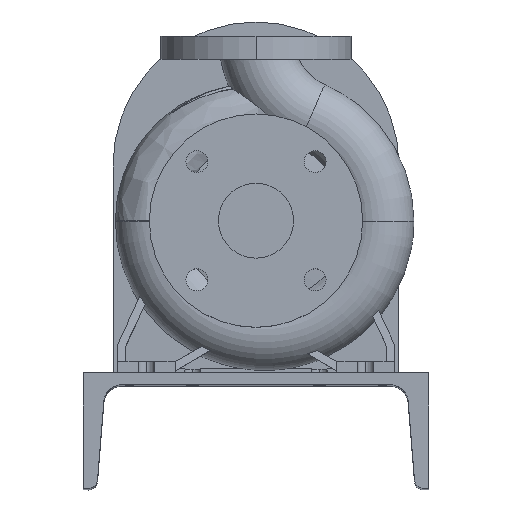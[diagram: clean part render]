
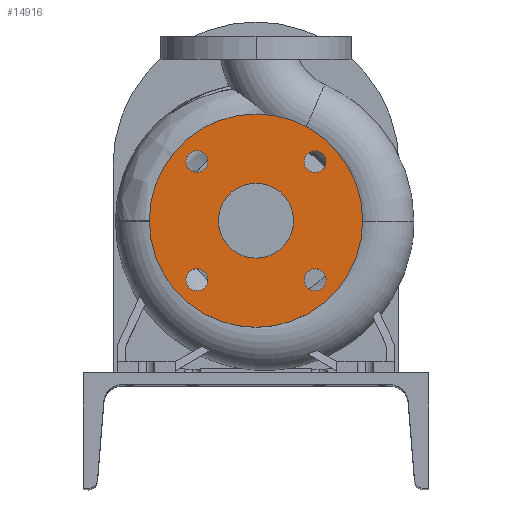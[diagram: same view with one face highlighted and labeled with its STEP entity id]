
A CAD part, top view. The second image highlights one B-rep face of the part: STEP entity #14916.
In plain terms, the highlighted planar face has unit normal (0, 0, 1).
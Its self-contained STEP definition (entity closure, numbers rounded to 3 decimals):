
#106 = CIRCLE ( 'NONE', #10236, 9.5 ) ;
#295 = AXIS2_PLACEMENT_3D ( 'NONE', #15220, #13751, #2555 ) ;
#318 = EDGE_LOOP ( 'NONE', ( #3447, #10005 ) ) ;
#345 = ORIENTED_EDGE ( 'NONE', *, *, #18355, .F. ) ;
#418 = AXIS2_PLACEMENT_3D ( 'NONE', #3258, #8212, #16340 ) ;
#489 = VERTEX_POINT ( 'NONE', #20043 ) ;
#609 = DIRECTION ( 'NONE',  ( 0., 0., 1. ) ) ;
#662 = CARTESIAN_POINT ( 'NONE',  ( 0., 32.5, 100. ) ) ;
#795 = ORIENTED_EDGE ( 'NONE', *, *, #9408, .F. ) ;
#1100 = DIRECTION ( 'NONE',  ( 0., 0., 1. ) ) ;
#1252 = CARTESIAN_POINT ( 'NONE',  ( 51.265, 51.265, 100. ) ) ;
#1325 = AXIS2_PLACEMENT_3D ( 'NONE', #14971, #609, #2303 ) ;
#1433 = ORIENTED_EDGE ( 'NONE', *, *, #10157, .F. ) ;
#1489 = CARTESIAN_POINT ( 'NONE',  ( 51.265, 51.265, 100. ) ) ;
#1632 = AXIS2_PLACEMENT_3D ( 'NONE', #18710, #1100, #8808 ) ;
#1778 = FACE_BOUND ( 'NONE', #14550, .T. ) ;
#2125 = VERTEX_POINT ( 'NONE', #2731 ) ;
#2303 = DIRECTION ( 'NONE',  ( 0., -1., 0. ) ) ;
#2308 = VERTEX_POINT ( 'NONE', #19475 ) ;
#2462 = CARTESIAN_POINT ( 'NONE',  ( 0., 0., 100. ) ) ;
#2521 = ORIENTED_EDGE ( 'NONE', *, *, #14215, .F. ) ;
#2555 = DIRECTION ( 'NONE',  ( 0., -1., 0. ) ) ;
#2731 = CARTESIAN_POINT ( 'NONE',  ( -51.265, 41.765, 100. ) ) ;
#2775 = EDGE_LOOP ( 'NONE', ( #2521, #4036 ) ) ;
#2952 = CIRCLE ( 'NONE', #10671, 9.5 ) ;
#3091 = DIRECTION ( 'NONE',  ( 0., -1., 0. ) ) ;
#3112 = AXIS2_PLACEMENT_3D ( 'NONE', #9911, #8010, #11280 ) ;
#3177 = DIRECTION ( 'NONE',  ( 0., -1., 0. ) ) ;
#3258 = CARTESIAN_POINT ( 'NONE',  ( 0., 92.5, 100. ) ) ;
#3447 = ORIENTED_EDGE ( 'NONE', *, *, #20021, .T. ) ;
#3467 = FACE_BOUND ( 'NONE', #11497, .T. ) ;
#3482 = CIRCLE ( 'NONE', #15276, 32.5 ) ;
#3859 = FACE_BOUND ( 'NONE', #2775, .T. ) ;
#3998 = ORIENTED_EDGE ( 'NONE', *, *, #15500, .F. ) ;
#4036 = ORIENTED_EDGE ( 'NONE', *, *, #18353, .F. ) ;
#4916 = CIRCLE ( 'NONE', #10314, 9.5 ) ;
#5095 = VERTEX_POINT ( 'NONE', #6629 ) ;
#5481 = DIRECTION ( 'NONE',  ( 0., -1., 0. ) ) ;
#5520 = CARTESIAN_POINT ( 'NONE',  ( 51.265, -51.265, 100. ) ) ;
#5992 = AXIS2_PLACEMENT_3D ( 'NONE', #6766, #14887, #5481 ) ;
#6110 = DIRECTION ( 'NONE',  ( 1., 0., 0. ) ) ;
#6354 = CIRCLE ( 'NONE', #7393, 92.5 ) ;
#6459 = DIRECTION ( 'NONE',  ( 0., 0., 1. ) ) ;
#6629 = CARTESIAN_POINT ( 'NONE',  ( 60.765, 51.265, 100. ) ) ;
#6766 = CARTESIAN_POINT ( 'NONE',  ( 0., 0., 100. ) ) ;
#6795 = CARTESIAN_POINT ( 'NONE',  ( 0., -92.5, 100. ) ) ;
#6828 = CIRCLE ( 'NONE', #3112, 9.5 ) ;
#7215 = DIRECTION ( 'NONE',  ( 0., 0., 1. ) ) ;
#7393 = AXIS2_PLACEMENT_3D ( 'NONE', #19010, #7836, #3091 ) ;
#7575 = VERTEX_POINT ( 'NONE', #10377 ) ;
#7836 = DIRECTION ( 'NONE',  ( 0., 0., 1. ) ) ;
#7920 = CARTESIAN_POINT ( 'NONE',  ( 0., -32.5, 100. ) ) ;
#8010 = DIRECTION ( 'NONE',  ( 0., 0., 1. ) ) ;
#8212 = DIRECTION ( 'NONE',  ( 0., 0., -1. ) ) ;
#8457 = EDGE_CURVE ( 'NONE', #2308, #489, #14120, .T. ) ;
#8575 = EDGE_CURVE ( 'NONE', #14127, #13567, #6354, .T. ) ;
#8808 = DIRECTION ( 'NONE',  ( 0., -1., 0. ) ) ;
#8932 = VERTEX_POINT ( 'NONE', #7920 ) ;
#9408 = EDGE_CURVE ( 'NONE', #10110, #8932, #20493, .T. ) ;
#9685 = CIRCLE ( 'NONE', #5992, 92.5 ) ;
#9911 = CARTESIAN_POINT ( 'NONE',  ( -51.265, 51.265, 100. ) ) ;
#9913 = ORIENTED_EDGE ( 'NONE', *, *, #8457, .F. ) ;
#10005 = ORIENTED_EDGE ( 'NONE', *, *, #8575, .T. ) ;
#10110 = VERTEX_POINT ( 'NONE', #662 ) ;
#10152 = CARTESIAN_POINT ( 'NONE',  ( 51.265, -41.765, 100. ) ) ;
#10157 = EDGE_CURVE ( 'NONE', #489, #2308, #20512, .T. ) ;
#10236 = AXIS2_PLACEMENT_3D ( 'NONE', #5520, #15335, #10274 ) ;
#10274 = DIRECTION ( 'NONE',  ( 0., -1., 0. ) ) ;
#10314 = AXIS2_PLACEMENT_3D ( 'NONE', #17849, #18998, #3177 ) ;
#10377 = CARTESIAN_POINT ( 'NONE',  ( -51.265, 60.765, 100. ) ) ;
#10435 = CIRCLE ( 'NONE', #1325, 9.5 ) ;
#10671 = AXIS2_PLACEMENT_3D ( 'NONE', #1252, #14436, #6110 ) ;
#11280 = DIRECTION ( 'NONE',  ( 0., -1., 0. ) ) ;
#11328 = CARTESIAN_POINT ( 'NONE',  ( 0., 92.5, 100. ) ) ;
#11490 = FACE_BOUND ( 'NONE', #18806, .T. ) ;
#11497 = EDGE_LOOP ( 'NONE', ( #18199, #13840 ) ) ;
#11873 = FACE_OUTER_BOUND ( 'NONE', #318, .T. ) ;
#11885 = EDGE_LOOP ( 'NONE', ( #345, #18825 ) ) ;
#12190 = EDGE_CURVE ( 'NONE', #2125, #7575, #10435, .T. ) ;
#12452 = AXIS2_PLACEMENT_3D ( 'NONE', #19264, #16445, #20868 ) ;
#12846 = FACE_BOUND ( 'NONE', #11885, .T. ) ;
#13456 = VERTEX_POINT ( 'NONE', #20459 ) ;
#13567 = VERTEX_POINT ( 'NONE', #6795 ) ;
#13751 = DIRECTION ( 'NONE',  ( 0., 0., 1. ) ) ;
#13840 = ORIENTED_EDGE ( 'NONE', *, *, #14839, .F. ) ;
#14120 = CIRCLE ( 'NONE', #1632, 9.5 ) ;
#14127 = VERTEX_POINT ( 'NONE', #11328 ) ;
#14215 = EDGE_CURVE ( 'NONE', #13456, #18461, #106, .T. ) ;
#14436 = DIRECTION ( 'NONE',  ( 0., 0., 1. ) ) ;
#14550 = EDGE_LOOP ( 'NONE', ( #9913, #1433 ) ) ;
#14693 = AXIS2_PLACEMENT_3D ( 'NONE', #1489, #6459, #17737 ) ;
#14839 = EDGE_CURVE ( 'NONE', #7575, #2125, #6828, .T. ) ;
#14887 = DIRECTION ( 'NONE',  ( 0., 0., 1. ) ) ;
#14916 = ADVANCED_FACE ( 'NONE', ( #11490, #11873, #12846, #3467, #1778, #3859 ), #17817, .F. ) ;
#14971 = CARTESIAN_POINT ( 'NONE',  ( -51.265, 51.265, 100. ) ) ;
#15220 = CARTESIAN_POINT ( 'NONE',  ( -51.265, -51.265, 100. ) ) ;
#15276 = AXIS2_PLACEMENT_3D ( 'NONE', #2462, #7215, #18498 ) ;
#15335 = DIRECTION ( 'NONE',  ( 0., 0., 1. ) ) ;
#15500 = EDGE_CURVE ( 'NONE', #8932, #10110, #3482, .T. ) ;
#16340 = DIRECTION ( 'NONE',  ( 0., 1., 0. ) ) ;
#16445 = DIRECTION ( 'NONE',  ( 0., 0., 1. ) ) ;
#16458 = CARTESIAN_POINT ( 'NONE',  ( 41.765, 51.265, 100. ) ) ;
#17056 = CIRCLE ( 'NONE', #14693, 9.5 ) ;
#17737 = DIRECTION ( 'NONE',  ( 1., 0., 0. ) ) ;
#17817 = PLANE ( 'NONE',  #418 ) ;
#17849 = CARTESIAN_POINT ( 'NONE',  ( 51.265, -51.265, 100. ) ) ;
#18199 = ORIENTED_EDGE ( 'NONE', *, *, #12190, .F. ) ;
#18353 = EDGE_CURVE ( 'NONE', #18461, #13456, #4916, .T. ) ;
#18355 = EDGE_CURVE ( 'NONE', #5095, #18930, #17056, .T. ) ;
#18461 = VERTEX_POINT ( 'NONE', #10152 ) ;
#18498 = DIRECTION ( 'NONE',  ( 0., -1., 0. ) ) ;
#18710 = CARTESIAN_POINT ( 'NONE',  ( -51.265, -51.265, 100. ) ) ;
#18806 = EDGE_LOOP ( 'NONE', ( #3998, #795 ) ) ;
#18825 = ORIENTED_EDGE ( 'NONE', *, *, #20380, .F. ) ;
#18930 = VERTEX_POINT ( 'NONE', #16458 ) ;
#18998 = DIRECTION ( 'NONE',  ( 0., 0., 1. ) ) ;
#19010 = CARTESIAN_POINT ( 'NONE',  ( 0., 0., 100. ) ) ;
#19264 = CARTESIAN_POINT ( 'NONE',  ( 0., 0., 100. ) ) ;
#19475 = CARTESIAN_POINT ( 'NONE',  ( -51.265, -60.765, 100. ) ) ;
#20021 = EDGE_CURVE ( 'NONE', #13567, #14127, #9685, .T. ) ;
#20043 = CARTESIAN_POINT ( 'NONE',  ( -51.265, -41.765, 100. ) ) ;
#20380 = EDGE_CURVE ( 'NONE', #18930, #5095, #2952, .T. ) ;
#20459 = CARTESIAN_POINT ( 'NONE',  ( 51.265, -60.765, 100. ) ) ;
#20493 = CIRCLE ( 'NONE', #12452, 32.5 ) ;
#20512 = CIRCLE ( 'NONE', #295, 9.5 ) ;
#20868 = DIRECTION ( 'NONE',  ( 0., -1., 0. ) ) ;
